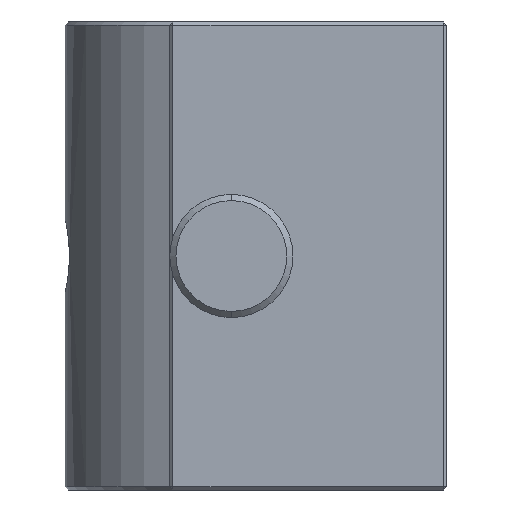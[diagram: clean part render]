
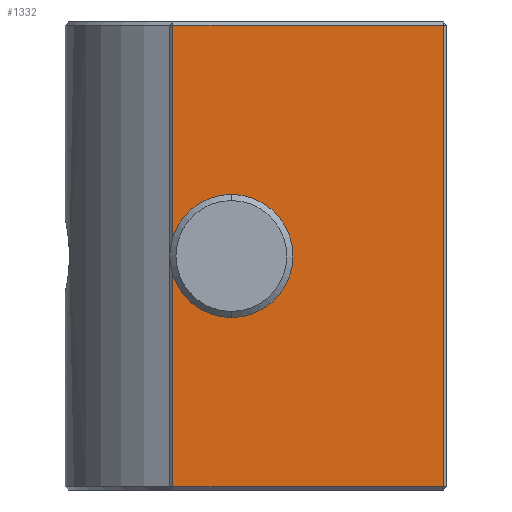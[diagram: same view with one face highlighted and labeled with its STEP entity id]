
A CAD part, left-side view. The second image highlights one B-rep face of the part: STEP entity #1332.
In plain terms, the highlighted planar face has unit normal (-1, 0, 0).
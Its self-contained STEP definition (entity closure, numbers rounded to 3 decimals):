
#296 = CARTESIAN_POINT ( 'NONE',  ( -36.4, 11.525, 69. ) ) ;
#337 = VERTEX_POINT ( 'NONE', #2325 ) ;
#351 = CARTESIAN_POINT ( 'NONE',  ( -36.4, -32.475, 144. ) ) ;
#780 = LINE ( 'NONE', #3743, #3820 ) ;
#905 = EDGE_LOOP ( 'NONE', ( #1648, #3290, #4737, #3638 ) ) ;
#934 = FACE_BOUND ( 'NONE', #5946, .T. ) ;
#1088 = DIRECTION ( 'NONE',  ( 0., 0., 1. ) ) ;
#1105 = EDGE_CURVE ( 'NONE', #1247, #1977, #4405, .T. ) ;
#1216 = ORIENTED_EDGE ( 'NONE', *, *, #1399, .F. ) ;
#1247 = VERTEX_POINT ( 'NONE', #2638 ) ;
#1283 = VERTEX_POINT ( 'NONE', #3151 ) ;
#1332 = ADVANCED_FACE ( 'NONE', ( #934, #3186 ), #5425, .F. ) ;
#1399 = EDGE_CURVE ( 'NONE', #1977, #1247, #3455, .T. ) ;
#1519 = DIRECTION ( 'NONE',  ( 1., 0., 0. ) ) ;
#1562 = AXIS2_PLACEMENT_3D ( 'NONE', #4387, #2689, #3868 ) ;
#1648 = ORIENTED_EDGE ( 'NONE', *, *, #4626, .T. ) ;
#1977 = VERTEX_POINT ( 'NONE', #5849 ) ;
#2321 = ORIENTED_EDGE ( 'NONE', *, *, #1105, .F. ) ;
#2325 = CARTESIAN_POINT ( 'NONE',  ( -36.4, -32.475, 69. ) ) ;
#2511 = AXIS2_PLACEMENT_3D ( 'NONE', #6550, #1519, #3778 ) ;
#2603 = EDGE_CURVE ( 'NONE', #5272, #1283, #4136, .T. ) ;
#2638 = CARTESIAN_POINT ( 'NONE',  ( -36.4, 2.025, 102. ) ) ;
#2689 = DIRECTION ( 'NONE',  ( -1., 0., 0. ) ) ;
#2726 = CARTESIAN_POINT ( 'NONE',  ( -36.4, -32.475, 68.5 ) ) ;
#3151 = CARTESIAN_POINT ( 'NONE',  ( -36.4, 11.525, 69. ) ) ;
#3186 = FACE_OUTER_BOUND ( 'NONE', #905, .T. ) ;
#3290 = ORIENTED_EDGE ( 'NONE', *, *, #2603, .T. ) ;
#3347 = CARTESIAN_POINT ( 'NONE',  ( -36.4, 12.025, 69. ) ) ;
#3415 = DIRECTION ( 'NONE',  ( 0., 0., 1. ) ) ;
#3455 = CIRCLE ( 'NONE', #7077, 4.5 ) ;
#3638 = ORIENTED_EDGE ( 'NONE', *, *, #6354, .T. ) ;
#3743 = CARTESIAN_POINT ( 'NONE',  ( -36.4, 12.025, 144. ) ) ;
#3744 = CARTESIAN_POINT ( 'NONE',  ( -36.4, 11.525, 144. ) ) ;
#3778 = DIRECTION ( 'NONE',  ( 0., 0., -1. ) ) ;
#3820 = VECTOR ( 'NONE', #5889, 1000. ) ;
#3868 = DIRECTION ( 'NONE',  ( 0., 0., 1. ) ) ;
#3869 = LINE ( 'NONE', #2726, #5665 ) ;
#4136 = LINE ( 'NONE', #296, #6719 ) ;
#4387 = CARTESIAN_POINT ( 'NONE',  ( -36.4, 2.025, 106.5 ) ) ;
#4405 = CIRCLE ( 'NONE', #1562, 4.5 ) ;
#4532 = CARTESIAN_POINT ( 'NONE',  ( -36.4, 2.025, 106.5 ) ) ;
#4602 = VECTOR ( 'NONE', #5547, 1000. ) ;
#4626 = EDGE_CURVE ( 'NONE', #7176, #5272, #780, .T. ) ;
#4737 = ORIENTED_EDGE ( 'NONE', *, *, #6933, .T. ) ;
#5272 = VERTEX_POINT ( 'NONE', #3744 ) ;
#5425 = PLANE ( 'NONE',  #2511 ) ;
#5547 = DIRECTION ( 'NONE',  ( 0., -1., 0. ) ) ;
#5665 = VECTOR ( 'NONE', #3415, 1000. ) ;
#5849 = CARTESIAN_POINT ( 'NONE',  ( -36.4, 2.025, 111. ) ) ;
#5889 = DIRECTION ( 'NONE',  ( 0., 1., 0. ) ) ;
#5946 = EDGE_LOOP ( 'NONE', ( #1216, #2321 ) ) ;
#6090 = DIRECTION ( 'NONE',  ( -1., 0., 0. ) ) ;
#6202 = LINE ( 'NONE', #3347, #4602 ) ;
#6354 = EDGE_CURVE ( 'NONE', #337, #7176, #3869, .T. ) ;
#6550 = CARTESIAN_POINT ( 'NONE',  ( -36.4, 12.025, 68.5 ) ) ;
#6719 = VECTOR ( 'NONE', #7002, 1000. ) ;
#6933 = EDGE_CURVE ( 'NONE', #1283, #337, #6202, .T. ) ;
#7002 = DIRECTION ( 'NONE',  ( 0., 0., -1. ) ) ;
#7077 = AXIS2_PLACEMENT_3D ( 'NONE', #4532, #6090, #1088 ) ;
#7176 = VERTEX_POINT ( 'NONE', #351 ) ;
